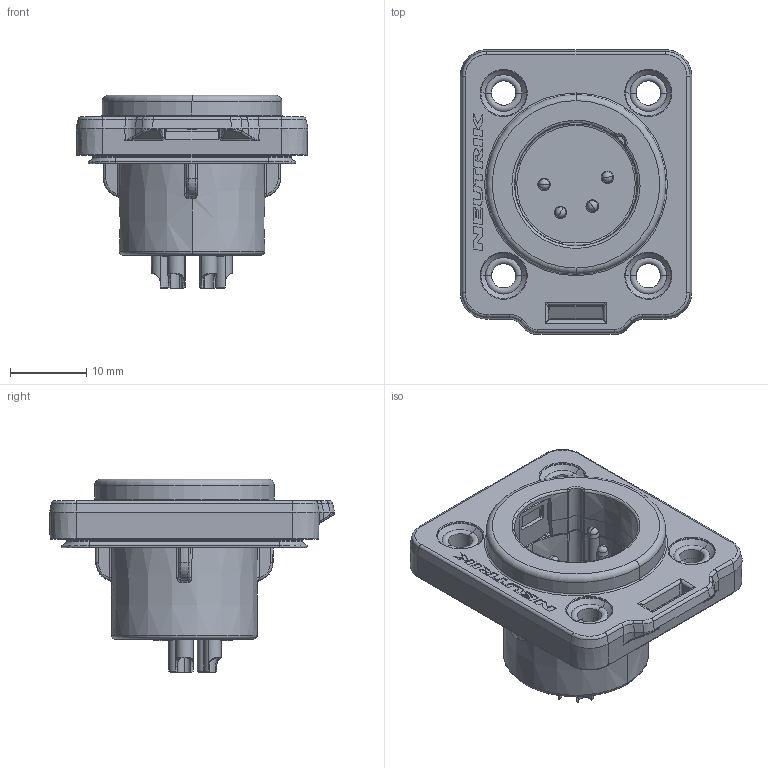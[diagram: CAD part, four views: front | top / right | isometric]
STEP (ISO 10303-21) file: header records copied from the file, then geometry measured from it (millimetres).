
FILE_DESCRIPTION((''),'2;1');
FILE_NAME('30009721','2022-06-13T10:48:44',('SYSTEM'),(''),'CREO PARAMETRIC BY PTC INC, 2021184','CREO PARAMETRIC BY PTC INC, 2021184','');
FILE_SCHEMA(('CONFIG_CONTROL_DESIGN'));
Length unit declared in the file: millimetre
Products named in the file (1): 30009721
Bounding box: 30.4 x 37.4 x 25.4 mm (x, y, z)
Volume: 7009.6 mm3; surface area: 5929.3 mm2
Topology: 1 solids, 1 shells, 795 faces, 1942 edges, 1174 vertices
Faces by surface type: plane 232, cylinder 145, bspline 137, torus 113, cone 67, extrusion 53, sphere 48
Entity records: 29692 total; most frequent: CARTESIAN_POINT 11980, ORIENTED_EDGE 3868, DIRECTION 3432, EDGE_CURVE 1934, AXIS2_PLACEMENT_3D 1302, VERTEX_POINT 1174, EDGE_LOOP 842, VECTOR 828
